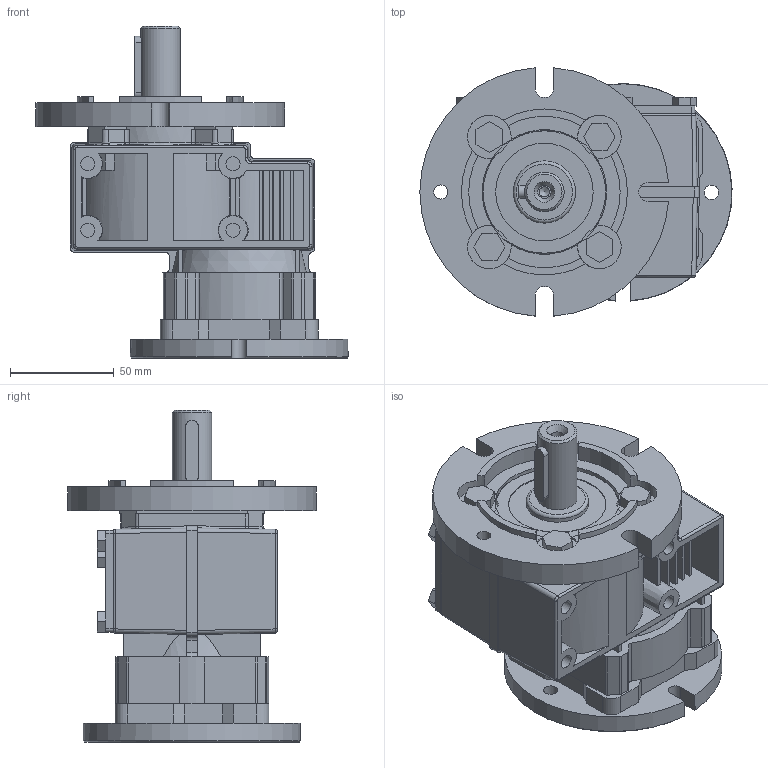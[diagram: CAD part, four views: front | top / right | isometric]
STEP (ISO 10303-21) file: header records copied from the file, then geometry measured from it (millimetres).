
FILE_DESCRIPTION( ( 'Unknown' ), '1' );
FILE_NAME( '8B74BB6DD9985E8DFC1B9A8AD2383B.3d.stp', 'Unknown', ( 'Unknown' ), ( 'Unknown' ), 'PSStep 10.1', 'Unknown', ' ' );
FILE_SCHEMA( ( 'AUTOMOTIVE_DESIGN { 1 0 10303 214 1 1 1 1 }' ) );
Length unit declared in the file: millimetre
Products named in the file (2): 4118800
Bounding box: 150.46 x 119.66 x 160 mm (x, y, z)
Volume: 807728.1 mm3; surface area: 119047.9 mm2
Topology: 2 solids, 15 shells, 564 faces, 1445 edges, 941 vertices
Faces by surface type: plane 335, cylinder 168, bspline 32, cone 27, torus 2
Full cylindrical faces by diameter (mm): 4.917 x1, 6.4 x1, 6.8 x13, 7 x3, 9 x4, 19 x1, 30 x1, 35 x1, 47 x3, 60 x1, 70 x1
Entity records: 23640 total; most frequent: CARTESIAN_POINT 5723, ORIENTED_EDGE 2782, DIRECTION 2678, EDGE_CURVE 1391, VERTEX_POINT 926, AXIS2_PLACEMENT_3D 916, LINE 846, VECTOR 846
